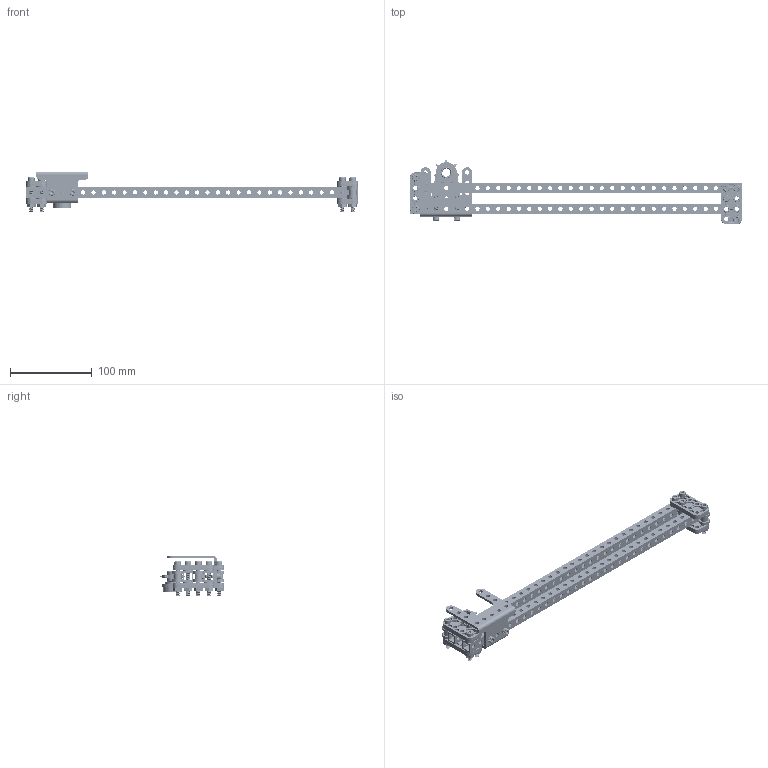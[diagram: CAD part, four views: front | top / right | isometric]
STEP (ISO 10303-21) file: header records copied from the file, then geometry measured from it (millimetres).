
FILE_DESCRIPTION (( 'STEP AP214' ), '1' );
FILE_NAME ('am-5519 Robits Cog Drive Assembly (Bushing).STEP', '2024-09-05T13:19:10', ( '' ), ( '' ), 'SwSTEP 2.0', 'SolidWorks 2024', '' );
FILE_SCHEMA (( 'AUTOMOTIVE_DESIGN' ));
Length unit declared in the file: inch
Products named in the file (13): am-5041 Cog Drive Servo Bracket; am-5472 7T 375IN Hex Bore Cog_375H Hub; am-1700 0.194 ID 0.375 OD 0.250 Long Nylon Spacer; am-1063 10-32 Nylock Jam Nut_am-1063 10-32 Nylock Jam Nut; am-5021 RoBits Bushing for 0.375IN Hex; am-1026 #10 Flat Washer_am-1026 #10 Flat Washer; am-5001-1600 RoBits 0.5x0.5x16.0 Tube; am-1056 10-32 x 1000 SHCS_am-1056 10-32 x 1000 SHCS; Linear Roller Bearing Assembly_Anchor Side Assembly; am-5006_2x4 RoBits 2x4 Plate; am-5519 Robits Cog Drive Assembly (Bushing); am-4724 5 mm ID 13 mm OD Shielded Bearing_am-4724 5mm ID 13mm OD Shielded Radial Bearing; am-1014 10-32 x 1500 SHCS_am-1014 10-32 x 1500 SHCS
Assembly tree (31 placements, depth 3):
  am-5519 Robits Cog Drive Assembly (Bushing)
    Linear Roller Bearing Assembly_Anchor Side Assembly  x2
      am-1026 #10 Flat Washer_am-1026 #10 Flat Washer
      am-1014 10-32 x 1500 SHCS_am-1014 10-32 x 1500 SHCS
      am-1063 10-32 Nylock Jam Nut_am-1063 10-32 Nylock Jam Nut
      am-5006_2x4 RoBits 2x4 Plate
      am-4724 5 mm ID 13 mm OD Shielded Bearing_am-4724 5mm ID 13mm OD Shielded Radial Bearing
      am-1700 0.194 ID 0.375 OD 0.250 Long Nylon Spacer
    am-5472 7T 375IN Hex Bore Cog_375H Hub
    am-5041 Cog Drive Servo Bracket
    am-1056 10-32 x 1000 SHCS_am-1056 10-32 x 1000 SHCS  x2
    am-1063 10-32 Nylock Jam Nut_am-1063 10-32 Nylock Jam Nut  x2
    am-5021 RoBits Bushing for 0.375IN Hex
    am-5001-1600 RoBits 0.5x0.5x16.0 Tube  x2
Bounding box: 406.66 x 79.52 x 49.63 mm (x, y, z)
Volume: 104695.1 mm3; surface area: 131716.7 mm2
Topology: 179 solids, 179 shells, 7174 faces, 17747 edges, 10866 vertices
Faces by surface type: cylinder 2498, torus 1864, cone 1552, plane 1038, sphere 192, bspline 30
Entity records: 79981 total; most frequent: CARTESIAN_POINT 29960, DIRECTION 10705, ORIENTED_EDGE 10326, EDGE_CURVE 5163, AXIS2_PLACEMENT_3D 4565, VERTEX_POINT 3224, CIRCLE 2512, EDGE_LOOP 2389
